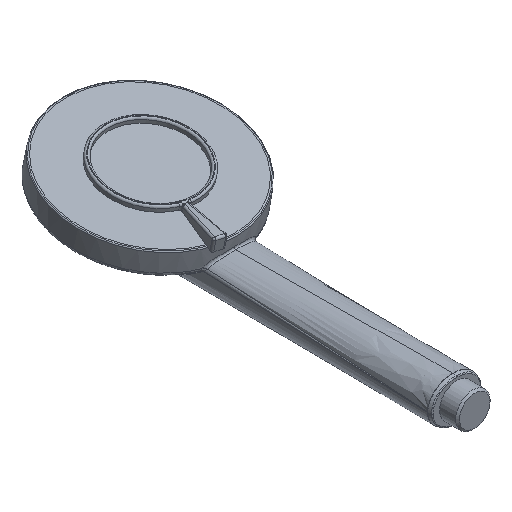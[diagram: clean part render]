
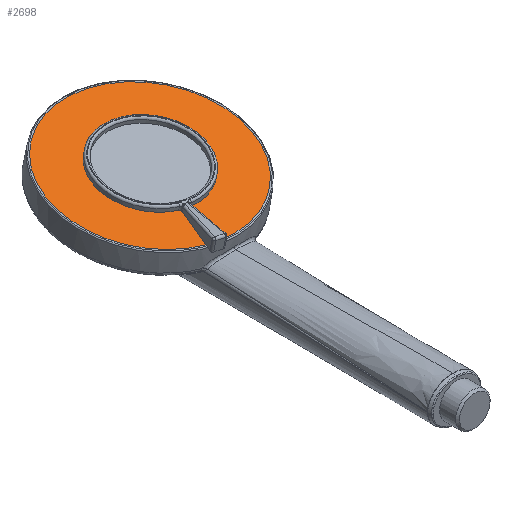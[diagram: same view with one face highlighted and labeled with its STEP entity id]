
A CAD part, isometric view. The second image highlights one B-rep face of the part: STEP entity #2698.
In plain terms, the highlighted planar face has unit normal (0, -0.191, 0.982).
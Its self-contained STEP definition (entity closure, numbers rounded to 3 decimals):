
#192 = VERTEX_POINT ( 'NONE', #5896 ) ;
#575 = AXIS2_PLACEMENT_3D ( 'NONE', #4453, #1371, #4952 ) ;
#778 = EDGE_CURVE ( 'NONE', #4968, #3879, #4520, .T. ) ;
#1089 = DIRECTION ( 'NONE',  ( 0., -0.982, -0.191 ) ) ;
#1109 = DIRECTION ( 'NONE',  ( 0., 0.191, -0.982 ) ) ;
#1127 = CARTESIAN_POINT ( 'NONE',  ( 0., 173.001, 26.661 ) ) ;
#1371 = DIRECTION ( 'NONE',  ( 0., 0.191, -0.982 ) ) ;
#1402 = AXIS2_PLACEMENT_3D ( 'NONE', #1127, #1109, #1089 ) ;
#1562 = EDGE_CURVE ( 'NONE', #2818, #5874, #4428, .T. ) ;
#1585 = PLANE ( 'NONE',  #1402 ) ;
#1730 = CARTESIAN_POINT ( 'NONE',  ( -7.705, 148.174, 21.835 ) ) ;
#1784 = DIRECTION ( 'NONE',  ( 0.164, 0.968, 0.188 ) ) ;
#1891 = CARTESIAN_POINT ( 'NONE',  ( -3.353, 147.238, 21.654 ) ) ;
#1991 = DIRECTION ( 'NONE',  ( 0., 0.982, 0.191 ) ) ;
#1993 = ORIENTED_EDGE ( 'NONE', *, *, #778, .F. ) ;
#2003 = DIRECTION ( 'NONE',  ( 0., -0.191, 0.982 ) ) ;
#2009 = CARTESIAN_POINT ( 'NONE',  ( 0., 173.001, 26.661 ) ) ;
#2249 = DIRECTION ( 'NONE',  ( -0.291, -0.939, -0.183 ) ) ;
#2404 = DIRECTION ( 'NONE',  ( 0., 0.982, 0.191 ) ) ;
#2463 = VECTOR ( 'NONE', #2249, 1000. ) ;
#2469 = CARTESIAN_POINT ( 'NONE',  ( -7.515, 128.666, 18.044 ) ) ;
#2502 = LINE ( 'NONE', #1730, #2463 ) ;
#2629 = ORIENTED_EDGE ( 'NONE', *, *, #3376, .F. ) ;
#2634 = LINE ( 'NONE', #5557, #2656 ) ;
#2656 = VECTOR ( 'NONE', #1784, 1000. ) ;
#2698 = ADVANCED_FACE ( 'NONE', ( #3950 ), #1585, .F. ) ;
#2818 = VERTEX_POINT ( 'NONE', #2980 ) ;
#2853 = CIRCLE ( 'NONE', #575, 1. ) ;
#2929 = CIRCLE ( 'NONE', #4133, 1. ) ;
#2980 = CARTESIAN_POINT ( 'NONE',  ( -3.226, 148.212, 21.843 ) ) ;
#3069 = AXIS2_PLACEMENT_3D ( 'NONE', #3795, #3790, #3787 ) ;
#3243 = EDGE_CURVE ( 'NONE', #5874, #192, #2853, .T. ) ;
#3376 = EDGE_CURVE ( 'NONE', #5708, #2818, #2929, .T. ) ;
#3439 = CARTESIAN_POINT ( 'NONE',  ( -4.339, 147.399, 21.685 ) ) ;
#3483 = ORIENTED_EDGE ( 'NONE', *, *, #4783, .F. ) ;
#3787 = DIRECTION ( 'NONE',  ( 0., -0.982, -0.191 ) ) ;
#3790 = DIRECTION ( 'NONE',  ( 0., 0.191, -0.982 ) ) ;
#3795 = CARTESIAN_POINT ( 'NONE',  ( 0., 173.001, 26.661 ) ) ;
#3879 = VERTEX_POINT ( 'NONE', #2469 ) ;
#3950 = FACE_OUTER_BOUND ( 'NONE', #4760, .T. ) ;
#4133 = AXIS2_PLACEMENT_3D ( 'NONE', #1891, #5469, #2404 ) ;
#4419 = ORIENTED_EDGE ( 'NONE', *, *, #3243, .F. ) ;
#4428 = CIRCLE ( 'NONE', #5712, 25.458 ) ;
#4453 = CARTESIAN_POINT ( 'NONE',  ( -8.662, 148.46, 21.891 ) ) ;
#4520 = CIRCLE ( 'NONE', #3069, 45.785 ) ;
#4760 = EDGE_LOOP ( 'NONE', ( #3483, #1993, #6028, #4419, #4890, #2629 ) ) ;
#4783 = EDGE_CURVE ( 'NONE', #3879, #5708, #2634, .T. ) ;
#4890 = ORIENTED_EDGE ( 'NONE', *, *, #1562, .F. ) ;
#4952 = DIRECTION ( 'NONE',  ( 0., 0.982, 0.191 ) ) ;
#4968 = VERTEX_POINT ( 'NONE', #5113 ) ;
#5113 = CARTESIAN_POINT ( 'NONE',  ( -13.343, 130.007, 18.304 ) ) ;
#5469 = DIRECTION ( 'NONE',  ( 0., 0.191, -0.982 ) ) ;
#5557 = CARTESIAN_POINT ( 'NONE',  ( -4.339, 147.399, 21.685 ) ) ;
#5708 = VERTEX_POINT ( 'NONE', #3439 ) ;
#5712 = AXIS2_PLACEMENT_3D ( 'NONE', #2009, #2003, #1991 ) ;
#5874 = VERTEX_POINT ( 'NONE', #5909 ) ;
#5896 = CARTESIAN_POINT ( 'NONE',  ( -7.705, 148.174, 21.835 ) ) ;
#5909 = CARTESIAN_POINT ( 'NONE',  ( -8.334, 149.387, 22.071 ) ) ;
#6028 = ORIENTED_EDGE ( 'NONE', *, *, #6286, .F. ) ;
#6286 = EDGE_CURVE ( 'NONE', #192, #4968, #2502, .T. ) ;
